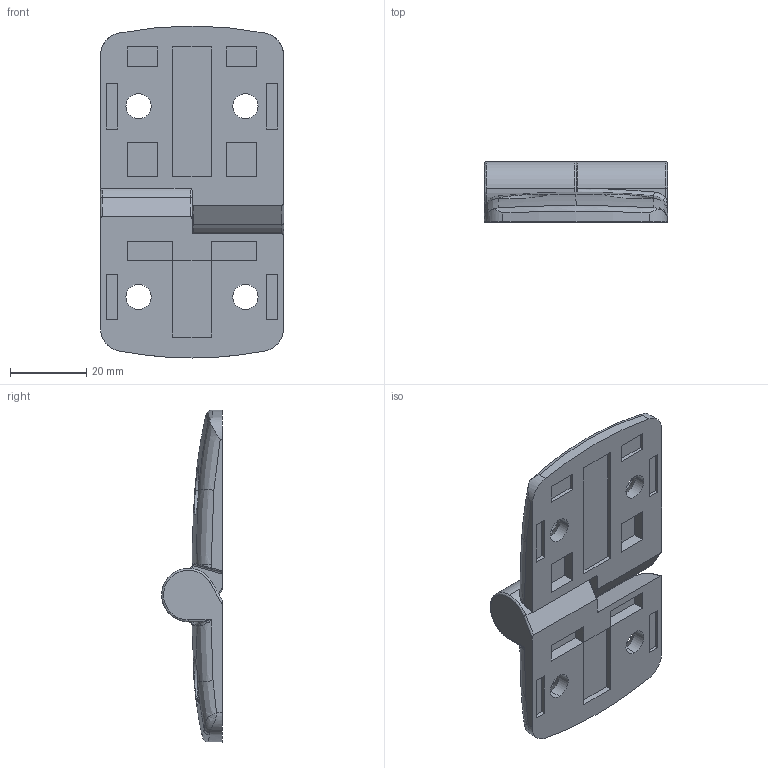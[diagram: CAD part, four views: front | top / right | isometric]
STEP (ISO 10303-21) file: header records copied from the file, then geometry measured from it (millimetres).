
FILE_DESCRIPTION (( 'STEP AP203' ), '1' );
FILE_NAME ('402600008_c_1.STEP', '2022-12-18T16:18:39', ( '' ), ( '' ), 'SwSTEP 2.0', 'SolidWorks 2014', '' );
FILE_SCHEMA (( 'CONFIG_CONTROL_DESIGN' ));
Length unit declared in the file: millimetre
Products named in the file (1): 402600008_c_1
Bounding box: 48 x 15.9 x 87 mm (x, y, z)
Volume: 26978.8 mm3; surface area: 13434.5 mm2
Topology: 3 solids, 3 shells, 189 faces, 476 edges, 301 vertices
Faces by surface type: plane 80, cylinder 49, bspline 48, cone 12
Entity records: 7933 total; most frequent: CARTESIAN_POINT 3708, ORIENTED_EDGE 944, DIRECTION 735, EDGE_CURVE 472, VERTEX_POINT 301, AXIS2_PLACEMENT_3D 253, LINE 229, VECTOR 229
